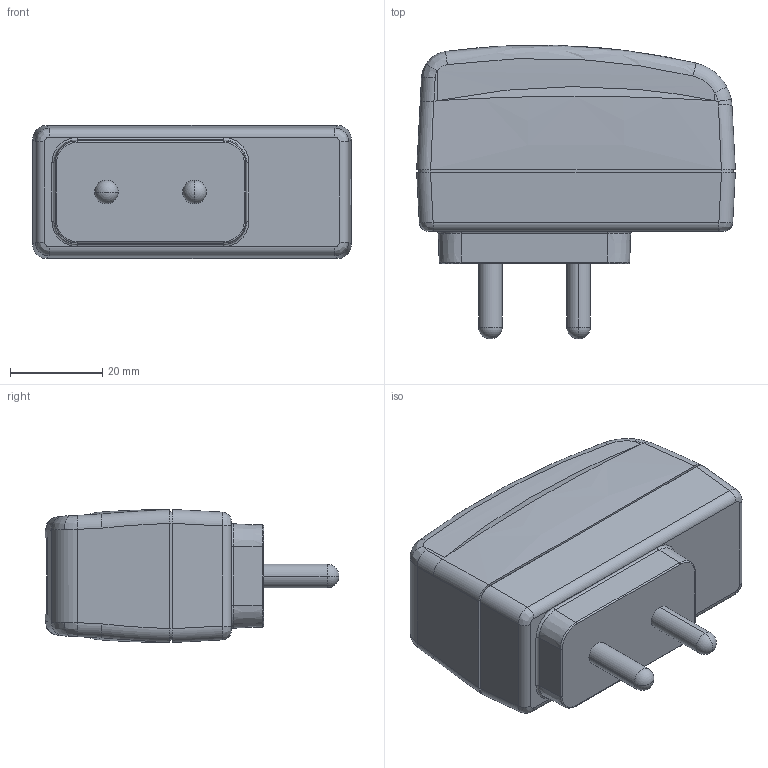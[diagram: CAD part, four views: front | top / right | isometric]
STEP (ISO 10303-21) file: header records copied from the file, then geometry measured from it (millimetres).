
FILE_DESCRIPTION((''),'2;1');
FILE_NAME('GT-86120-WWVV-X_X-W2H_ASM','2022-12-21T15:57:06',('jirenqiang'),(''),'CREO PARAMETRIC BY PTC INC, 2018050','CREO PARAMETRIC BY PTC INC, 2018050','');
FILE_SCHEMA(('CONFIG_CONTROL_DESIGN'));
Length unit declared in the file: millimetre
Products named in the file (6): UL_TOP_52; 12PFA_IND_BOT_7; 80P024051-00H_1; 12PFA_IN_ASM_ASM_2_ASM; GT-86120-WWVV-X_X-W2H-1_ASM; GT-86120-WWVV-X_X-W2H_ASM
Assembly tree (6 placements, depth 4):
  GT-86120-WWVV-X_X-W2H_ASM
    GT-86120-WWVV-X_X-W2H-1_ASM
      UL_TOP_52
      12PFA_IN_ASM_ASM_2_ASM
        12PFA_IND_BOT_7
        80P024051-00H_1  x2
Bounding box: 69 x 63.6 x 28.8 mm (x, y, z)
Volume: 23493.2 mm3; surface area: 23394.5 mm2
Topology: 4 solids, 4 shells, 588 faces, 1586 edges, 1015 vertices
Faces by surface type: plane 364, cylinder 110, torus 40, bspline 38, cone 24, sphere 8, extrusion 4
Entity records: 19813 total; most frequent: CARTESIAN_POINT 5929, ORIENTED_EDGE 3084, DIRECTION 2526, EDGE_CURVE 1542, VECTOR 1008, LINE 1004, VERTEX_POINT 992, AXIS2_PLACEMENT_3D 759
